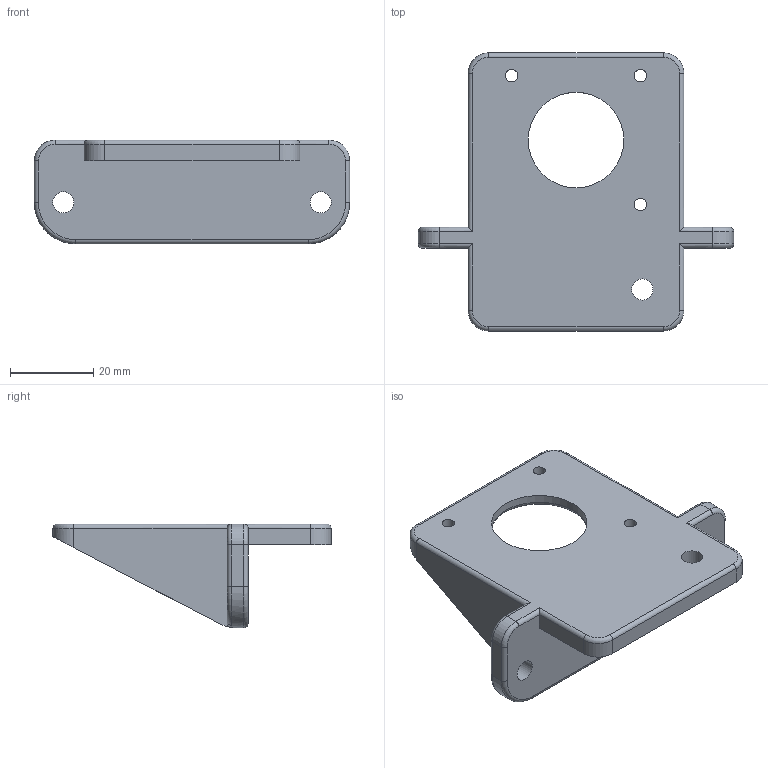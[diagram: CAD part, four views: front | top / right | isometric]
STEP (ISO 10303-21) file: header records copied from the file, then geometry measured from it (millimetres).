
FILE_DESCRIPTION(('FreeCAD Model'),'2;1');
FILE_NAME('Extruder__-_bondtech_Rear_mount_REMIX.step','2020-02-01T12:12:33',('Author'),(''), 'Open CASCADE STEP processor 7.3','FreeCAD','Unknown');
FILE_SCHEMA(('AUTOMOTIVE_DESIGN { 1 0 10303 214 1 1 1 1 }'));
Length unit declared in the file: millimetre
Products named in the file (1): Exruder
Bounding box: 76 x 67 x 25 mm (x, y, z)
Volume: 22842.5 mm3; surface area: 12611.9 mm2
Topology: 1 solids, 1 shells, 73 faces, 182 edges, 111 vertices
Faces by surface type: cylinder 34, plane 26, torus 13
Full cylindrical faces by diameter (mm): 3 x3, 5.1 x3, 23 x1
Entity records: 5132 total; most frequent: CARTESIAN_POINT 1411, DIRECTION 726, LINE 401, VECTOR 401, ORIENTED_EDGE 364, PCURVE 364, DEFINITIONAL_REPRESENTATION 364, EDGE_CURVE 182
